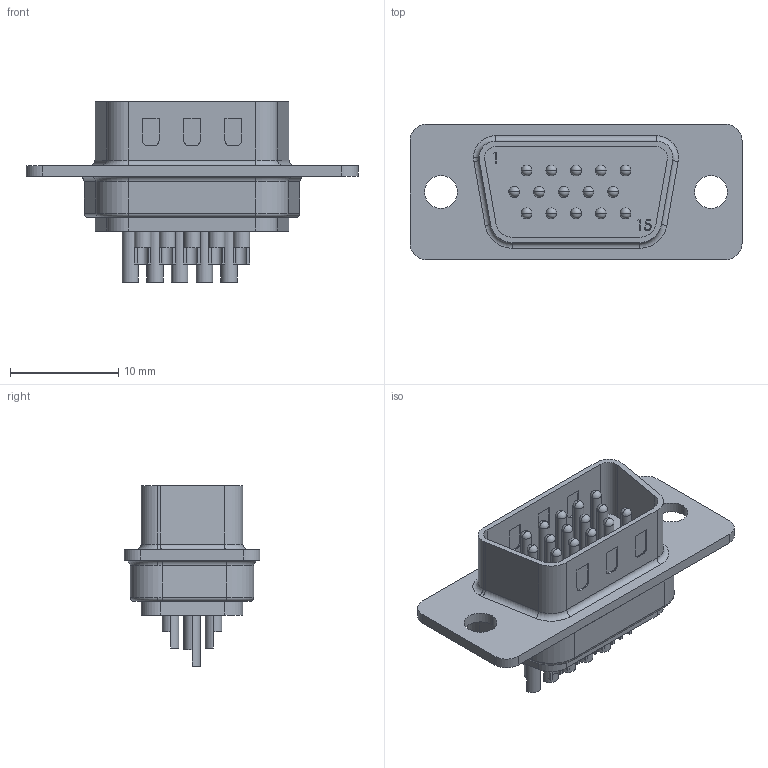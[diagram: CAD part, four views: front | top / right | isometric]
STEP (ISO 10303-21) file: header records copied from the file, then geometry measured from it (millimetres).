
FILE_DESCRIPTION (( 'STEP AP214' ), '1' );
FILE_NAME ('SDH15P.STEP', '2007-11-29T18:45:54', ( ' ' ), ( ' ' ), 'SwSTEP 2.0', 'SolidWorks 2007', '' );
FILE_SCHEMA (( 'AUTOMOTIVE_DESIGN' ));
Length unit declared in the file: inch
Products named in the file (1): SDH15P
Bounding box: 30.73 x 12.55 x 16.69 mm (x, y, z)
Volume: 1607.5 mm3; surface area: 2286.2 mm2
Topology: 1 solids, 1 shells, 398 faces, 993 edges, 616 vertices
Faces by surface type: plane 182, cylinder 158, sphere 30, torus 20, bspline 8
Entity records: 16012 total; most frequent: CARTESIAN_POINT 2438, DIRECTION 2072, ORIENTED_EDGE 1866, EDGE_CURVE 933, AXIS2_PLACEMENT_3D 764, VERTEX_POINT 586, LINE 544, VECTOR 544
